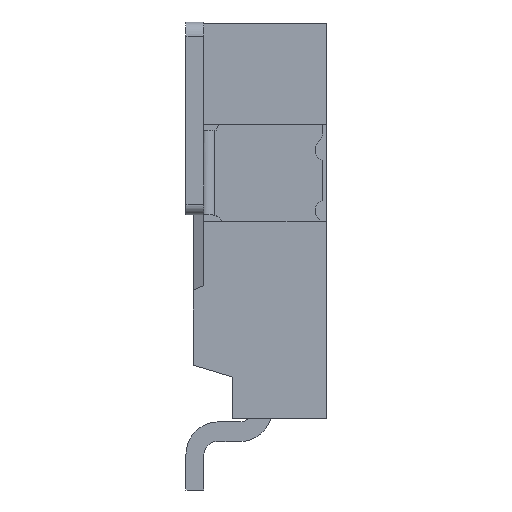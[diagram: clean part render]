
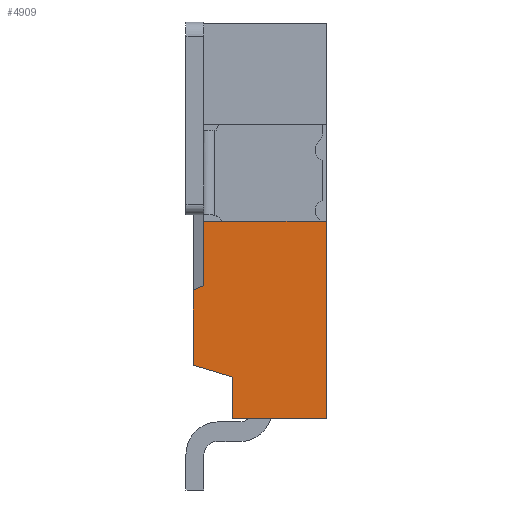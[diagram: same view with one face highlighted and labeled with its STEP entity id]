
A CAD part, left-side view. The second image highlights one B-rep face of the part: STEP entity #4909.
In plain terms, the highlighted planar face has unit normal (-1, 0, 0).
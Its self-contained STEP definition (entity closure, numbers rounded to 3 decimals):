
#152 = EDGE_CURVE ( 'NONE', #301, #7338, #1946, .T. ) ;
#279 = CARTESIAN_POINT ( 'NONE',  ( 10., 1.9, -4.805 ) ) ;
#301 = VERTEX_POINT ( 'NONE', #7746 ) ;
#376 = LINE ( 'NONE', #1997, #497 ) ;
#497 = VECTOR ( 'NONE', #3139, 1000. ) ;
#562 = EDGE_CURVE ( 'NONE', #8253, #7338, #618, .T. ) ;
#618 = LINE ( 'NONE', #6132, #8345 ) ;
#675 = AXIS2_PLACEMENT_3D ( 'NONE', #4456, #2219, #8577 ) ;
#848 = EDGE_CURVE ( 'NONE', #8253, #7833, #8824, .T. ) ;
#1134 = ORIENTED_EDGE ( 'NONE', *, *, #562, .T. ) ;
#1221 = CARTESIAN_POINT ( 'NONE',  ( 10., 0., -2.75 ) ) ;
#1237 = VECTOR ( 'NONE', #7908, 1000. ) ;
#1437 = CARTESIAN_POINT ( 'NONE',  ( 10., 2.05, -3.71 ) ) ;
#1525 = LINE ( 'NONE', #3737, #6395 ) ;
#1909 = EDGE_CURVE ( 'NONE', #2316, #7605, #376, .T. ) ;
#1946 = LINE ( 'NONE', #6276, #8923 ) ;
#1997 = CARTESIAN_POINT ( 'NONE',  ( 10., 1.9, 0. ) ) ;
#2139 = ORIENTED_EDGE ( 'NONE', *, *, #4084, .F. ) ;
#2219 = DIRECTION ( 'NONE',  ( 1., 0., 0. ) ) ;
#2223 = LINE ( 'NONE', #279, #4897 ) ;
#2239 = EDGE_LOOP ( 'NONE', ( #1134, #2763, #5980, #2500, #2139, #8378, #3809, #2894 ) ) ;
#2316 = VERTEX_POINT ( 'NONE', #7465 ) ;
#2500 = ORIENTED_EDGE ( 'NONE', *, *, #1909, .T. ) ;
#2510 = CARTESIAN_POINT ( 'NONE',  ( 10., 2.05, -4.76 ) ) ;
#2763 = ORIENTED_EDGE ( 'NONE', *, *, #152, .F. ) ;
#2894 = ORIENTED_EDGE ( 'NONE', *, *, #848, .F. ) ;
#2939 = CARTESIAN_POINT ( 'NONE',  ( 10., 1.9, -3.65 ) ) ;
#3034 = PLANE ( 'NONE',  #675 ) ;
#3095 = VERTEX_POINT ( 'NONE', #2510 ) ;
#3139 = DIRECTION ( 'NONE',  ( 0., 0., -1. ) ) ;
#3737 = CARTESIAN_POINT ( 'NONE',  ( 10., 2.05, 0. ) ) ;
#3809 = ORIENTED_EDGE ( 'NONE', *, *, #6056, .F. ) ;
#3895 = VECTOR ( 'NONE', #3983, 1000. ) ;
#3983 = DIRECTION ( 'NONE',  ( 0., -1., 0. ) ) ;
#4084 = EDGE_CURVE ( 'NONE', #8292, #7605, #5206, .T. ) ;
#4456 = CARTESIAN_POINT ( 'NONE',  ( 10., 0., 0. ) ) ;
#4459 = DIRECTION ( 'NONE',  ( 0., 0.958, 0.287 ) ) ;
#4614 = DIRECTION ( 'NONE',  ( 0., 0., 1. ) ) ;
#4662 = CARTESIAN_POINT ( 'NONE',  ( 10., 1.5, -5.5 ) ) ;
#4670 = CARTESIAN_POINT ( 'NONE',  ( 10., 1.5, -4.925 ) ) ;
#4727 = CARTESIAN_POINT ( 'NONE',  ( 10., 0.196, -5.5 ) ) ;
#4897 = VECTOR ( 'NONE', #4459, 1000. ) ;
#4909 = ADVANCED_FACE ( 'NONE', ( #6521 ), #3034, .F. ) ;
#5206 = LINE ( 'NONE', #7182, #1237 ) ;
#5424 = VECTOR ( 'NONE', #4614, 1000. ) ;
#5760 = DIRECTION ( 'NONE',  ( 0., 0., 1. ) ) ;
#5961 = LINE ( 'NONE', #1221, #3895 ) ;
#5980 = ORIENTED_EDGE ( 'NONE', *, *, #7859, .F. ) ;
#6056 = EDGE_CURVE ( 'NONE', #7833, #3095, #2223, .T. ) ;
#6132 = CARTESIAN_POINT ( 'NONE',  ( 10., 0., -5.5 ) ) ;
#6276 = CARTESIAN_POINT ( 'NONE',  ( 10., 0.196, 0. ) ) ;
#6395 = VECTOR ( 'NONE', #5760, 1000. ) ;
#6521 = FACE_OUTER_BOUND ( 'NONE', #2239, .T. ) ;
#6580 = CARTESIAN_POINT ( 'NONE',  ( 10., 1.5, 0. ) ) ;
#7182 = CARTESIAN_POINT ( 'NONE',  ( 10., 2.05, -3.71 ) ) ;
#7338 = VERTEX_POINT ( 'NONE', #4727 ) ;
#7465 = CARTESIAN_POINT ( 'NONE',  ( 10., 1.9, -2.75 ) ) ;
#7605 = VERTEX_POINT ( 'NONE', #2939 ) ;
#7746 = CARTESIAN_POINT ( 'NONE',  ( 10., 0.196, -2.75 ) ) ;
#7833 = VERTEX_POINT ( 'NONE', #4670 ) ;
#7859 = EDGE_CURVE ( 'NONE', #2316, #301, #5961, .T. ) ;
#7908 = DIRECTION ( 'NONE',  ( 0., -0.928, 0.371 ) ) ;
#8252 = DIRECTION ( 'NONE',  ( 0., 0., -1. ) ) ;
#8253 = VERTEX_POINT ( 'NONE', #4662 ) ;
#8292 = VERTEX_POINT ( 'NONE', #1437 ) ;
#8345 = VECTOR ( 'NONE', #8920, 1000. ) ;
#8378 = ORIENTED_EDGE ( 'NONE', *, *, #8470, .F. ) ;
#8470 = EDGE_CURVE ( 'NONE', #3095, #8292, #1525, .T. ) ;
#8577 = DIRECTION ( 'NONE',  ( 0., 0., -1. ) ) ;
#8824 = LINE ( 'NONE', #6580, #5424 ) ;
#8920 = DIRECTION ( 'NONE',  ( 0., -1., 0. ) ) ;
#8923 = VECTOR ( 'NONE', #8252, 1000. ) ;
